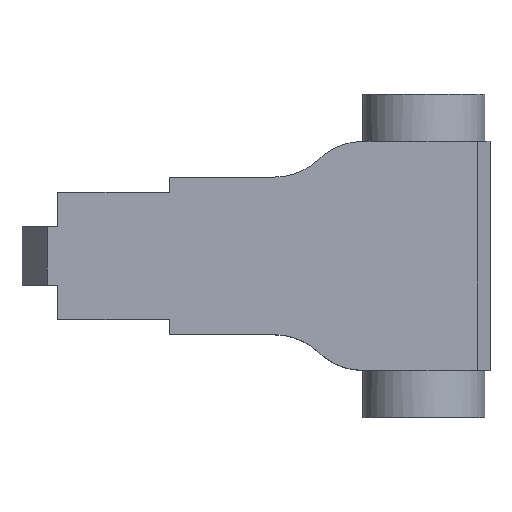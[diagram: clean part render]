
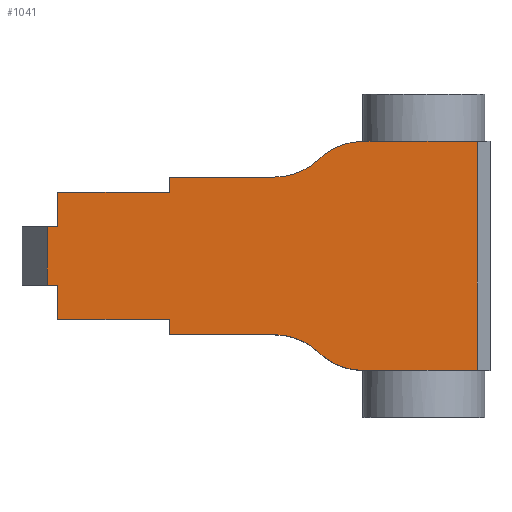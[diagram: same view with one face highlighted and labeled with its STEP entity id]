
A CAD part, top view. The second image highlights one B-rep face of the part: STEP entity #1041.
In plain terms, the highlighted planar face has unit normal (0, 0, 1).
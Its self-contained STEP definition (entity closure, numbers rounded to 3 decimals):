
#21=PLANE('',#1132);
#71=FACE_OUTER_BOUND('',#133,.T.);
#133=EDGE_LOOP('',(#750,#751,#752,#753,#754,#755,#756,#757,#758,#759,#760,
#761,#762,#763,#764,#765,#766,#767,#768,#769,#770,#771));
#219=LINE('',#1609,#331);
#220=LINE('',#1612,#332);
#221=LINE('',#1614,#333);
#222=LINE('',#1616,#334);
#223=LINE('',#1618,#335);
#224=LINE('',#1620,#336);
#225=LINE('',#1622,#337);
#226=LINE('',#1628,#338);
#227=LINE('',#1630,#339);
#228=LINE('',#1632,#340);
#229=LINE('',#1634,#341);
#230=LINE('',#1636,#342);
#231=LINE('',#1638,#343);
#232=LINE('',#1640,#344);
#233=LINE('',#1642,#345);
#234=LINE('',#1644,#346);
#235=LINE('',#1646,#347);
#236=LINE('',#1647,#348);
#331=VECTOR('',#1269,10.);
#332=VECTOR('',#1272,10.);
#333=VECTOR('',#1273,10.);
#334=VECTOR('',#1274,10.);
#335=VECTOR('',#1275,10.);
#336=VECTOR('',#1276,10.);
#337=VECTOR('',#1277,10.);
#338=VECTOR('',#1282,10.);
#339=VECTOR('',#1283,10.);
#340=VECTOR('',#1284,10.);
#341=VECTOR('',#1285,10.);
#342=VECTOR('',#1286,10.);
#343=VECTOR('',#1287,10.);
#344=VECTOR('',#1288,10.);
#345=VECTOR('',#1289,10.);
#346=VECTOR('',#1290,10.);
#347=VECTOR('',#1291,10.);
#348=VECTOR('',#1292,10.);
#421=CIRCLE('',#1122,50.);
#426=CIRCLE('',#1129,50.);
#428=CIRCLE('',#1133,50.);
#429=CIRCLE('',#1134,50.);
#461=VERTEX_POINT('',#1543);
#462=VERTEX_POINT('',#1544);
#487=VERTEX_POINT('',#1603);
#488=VERTEX_POINT('',#1607);
#489=VERTEX_POINT('',#1611);
#490=VERTEX_POINT('',#1613);
#491=VERTEX_POINT('',#1615);
#492=VERTEX_POINT('',#1617);
#493=VERTEX_POINT('',#1619);
#494=VERTEX_POINT('',#1621);
#495=VERTEX_POINT('',#1623);
#496=VERTEX_POINT('',#1625);
#497=VERTEX_POINT('',#1627);
#498=VERTEX_POINT('',#1629);
#499=VERTEX_POINT('',#1631);
#500=VERTEX_POINT('',#1633);
#501=VERTEX_POINT('',#1635);
#502=VERTEX_POINT('',#1637);
#503=VERTEX_POINT('',#1639);
#504=VERTEX_POINT('',#1641);
#505=VERTEX_POINT('',#1643);
#506=VERTEX_POINT('',#1645);
#561=EDGE_CURVE('',#461,#462,#421,.T.);
#588=EDGE_CURVE('',#462,#487,#426,.T.);
#591=EDGE_CURVE('',#461,#488,#219,.T.);
#592=EDGE_CURVE('',#488,#489,#220,.T.);
#593=EDGE_CURVE('',#489,#490,#221,.T.);
#594=EDGE_CURVE('',#490,#491,#222,.T.);
#595=EDGE_CURVE('',#491,#492,#223,.T.);
#596=EDGE_CURVE('',#492,#493,#224,.T.);
#597=EDGE_CURVE('',#493,#494,#225,.T.);
#598=EDGE_CURVE('',#495,#494,#428,.T.);
#599=EDGE_CURVE('',#496,#495,#429,.T.);
#600=EDGE_CURVE('',#496,#497,#226,.T.);
#601=EDGE_CURVE('',#497,#498,#227,.T.);
#602=EDGE_CURVE('',#498,#499,#228,.T.);
#603=EDGE_CURVE('',#500,#499,#229,.T.);
#604=EDGE_CURVE('',#500,#501,#230,.T.);
#605=EDGE_CURVE('',#501,#502,#231,.T.);
#606=EDGE_CURVE('',#503,#502,#232,.T.);
#607=EDGE_CURVE('',#504,#503,#233,.T.);
#608=EDGE_CURVE('',#505,#504,#234,.T.);
#609=EDGE_CURVE('',#505,#506,#235,.T.);
#610=EDGE_CURVE('',#506,#487,#236,.T.);
#750=ORIENTED_EDGE('',*,*,#561,.F.);
#751=ORIENTED_EDGE('',*,*,#591,.T.);
#752=ORIENTED_EDGE('',*,*,#592,.T.);
#753=ORIENTED_EDGE('',*,*,#593,.T.);
#754=ORIENTED_EDGE('',*,*,#594,.T.);
#755=ORIENTED_EDGE('',*,*,#595,.T.);
#756=ORIENTED_EDGE('',*,*,#596,.T.);
#757=ORIENTED_EDGE('',*,*,#597,.T.);
#758=ORIENTED_EDGE('',*,*,#598,.F.);
#759=ORIENTED_EDGE('',*,*,#599,.F.);
#760=ORIENTED_EDGE('',*,*,#600,.T.);
#761=ORIENTED_EDGE('',*,*,#601,.T.);
#762=ORIENTED_EDGE('',*,*,#602,.T.);
#763=ORIENTED_EDGE('',*,*,#603,.F.);
#764=ORIENTED_EDGE('',*,*,#604,.T.);
#765=ORIENTED_EDGE('',*,*,#605,.T.);
#766=ORIENTED_EDGE('',*,*,#606,.F.);
#767=ORIENTED_EDGE('',*,*,#607,.F.);
#768=ORIENTED_EDGE('',*,*,#608,.F.);
#769=ORIENTED_EDGE('',*,*,#609,.T.);
#770=ORIENTED_EDGE('',*,*,#610,.T.);
#771=ORIENTED_EDGE('',*,*,#588,.F.);
#1041=ADVANCED_FACE('',(#71),#21,.T.);
#1122=AXIS2_PLACEMENT_3D('',#1545,#1227,#1228);
#1129=AXIS2_PLACEMENT_3D('',#1604,#1262,#1263);
#1132=AXIS2_PLACEMENT_3D('',#1610,#1270,#1271);
#1133=AXIS2_PLACEMENT_3D('',#1624,#1278,#1279);
#1134=AXIS2_PLACEMENT_3D('',#1626,#1280,#1281);
#1227=DIRECTION('center_axis',(0.,0.,-1.));
#1228=DIRECTION('ref_axis',(0.,1.,0.));
#1262=DIRECTION('center_axis',(0.,0.,1.));
#1263=DIRECTION('ref_axis',(0.383,0.924,0.));
#1269=DIRECTION('',(1.,0.,0.));
#1270=DIRECTION('center_axis',(0.,0.,1.));
#1271=DIRECTION('ref_axis',(1.,0.,0.));
#1272=DIRECTION('',(1.,0.,0.));
#1273=DIRECTION('',(1.,0.,0.));
#1274=DIRECTION('',(0.,1.,0.));
#1275=DIRECTION('',(-1.,0.,0.));
#1276=DIRECTION('',(-1.,0.,0.));
#1277=DIRECTION('',(-1.,0.,0.));
#1278=DIRECTION('center_axis',(0.,0.,-1.));
#1279=DIRECTION('ref_axis',(0.,-1.,0.));
#1280=DIRECTION('center_axis',(0.,0.,1.));
#1281=DIRECTION('ref_axis',(0.383,-0.924,0.));
#1282=DIRECTION('',(-1.,0.,0.));
#1283=DIRECTION('',(0.,-1.,0.));
#1284=DIRECTION('',(-1.,0.,0.));
#1285=DIRECTION('',(0.,1.,0.));
#1286=DIRECTION('',(-1.,0.,0.));
#1287=DIRECTION('',(0.,-1.,0.));
#1288=DIRECTION('',(-1.,0.,0.));
#1289=DIRECTION('',(0.,1.,0.));
#1290=DIRECTION('',(-1.,0.,0.));
#1291=DIRECTION('',(0.,-1.,0.));
#1292=DIRECTION('',(1.,0.,0.));
#1543=CARTESIAN_POINT('',(22.08,-90.,47.));
#1544=CARTESIAN_POINT('',(-12.619,-76.,47.));
#1545=CARTESIAN_POINT('Origin',(22.08,-40.,47.));
#1603=CARTESIAN_POINT('',(-47.317,-62.,47.));
#1604=CARTESIAN_POINT('Origin',(-47.317,-112.,47.));
#1607=CARTESIAN_POINT('',(60.253,-90.,47.));
#1609=CARTESIAN_POINT('',(1.393,-90.,47.));
#1610=CARTESIAN_POINT('Origin',(-4.,0.,
47.));
#1611=CARTESIAN_POINT('',(79.747,-90.,47.));
#1612=CARTESIAN_POINT('',(1.393,-90.,47.));
#1613=CARTESIAN_POINT('',(112.,-90.,47.));
#1614=CARTESIAN_POINT('',(1.393,-90.,47.));
#1615=CARTESIAN_POINT('',(112.,90.,47.));
#1616=CARTESIAN_POINT('',(112.,0.,47.));
#1617=CARTESIAN_POINT('',(79.747,90.,47.));
#1618=CARTESIAN_POINT('',(122.,90.,47.));
#1619=CARTESIAN_POINT('',(60.253,90.,47.));
#1620=CARTESIAN_POINT('',(122.,90.,47.));
#1621=CARTESIAN_POINT('',(22.08,90.,47.));
#1622=CARTESIAN_POINT('',(122.,90.,47.));
#1623=CARTESIAN_POINT('',(-12.619,76.,47.));
#1624=CARTESIAN_POINT('Origin',(22.08,40.,47.));
#1625=CARTESIAN_POINT('',(-47.317,62.,47.));
#1626=CARTESIAN_POINT('Origin',(-47.317,112.,47.));
#1627=CARTESIAN_POINT('',(-130.,62.,47.));
#1628=CARTESIAN_POINT('',(-26.607,62.,47.));
#1629=CARTESIAN_POINT('',(-130.,50.,47.));
#1630=CARTESIAN_POINT('',(-130.,62.,47.));
#1631=CARTESIAN_POINT('',(-218.,50.,47.));
#1632=CARTESIAN_POINT('',(-130.,50.,47.));
#1633=CARTESIAN_POINT('',(-218.,23.,47.));
#1634=CARTESIAN_POINT('',(-218.,-90.,47.));
#1635=CARTESIAN_POINT('',(-226.,23.,47.));
#1636=CARTESIAN_POINT('',(-130.,23.,47.));
#1637=CARTESIAN_POINT('',(-226.,-23.,47.));
#1638=CARTESIAN_POINT('',(-226.,0.,47.));
#1639=CARTESIAN_POINT('',(-218.,-23.,47.));
#1640=CARTESIAN_POINT('',(-130.,-23.,47.));
#1641=CARTESIAN_POINT('',(-218.,-50.,47.));
#1642=CARTESIAN_POINT('',(-218.,-90.,47.));
#1643=CARTESIAN_POINT('',(-130.,-50.,47.));
#1644=CARTESIAN_POINT('',(-130.,-50.,47.));
#1645=CARTESIAN_POINT('',(-130.,-62.,47.));
#1646=CARTESIAN_POINT('',(-130.,62.,47.));
#1647=CARTESIAN_POINT('',(-130.,-62.,47.));
